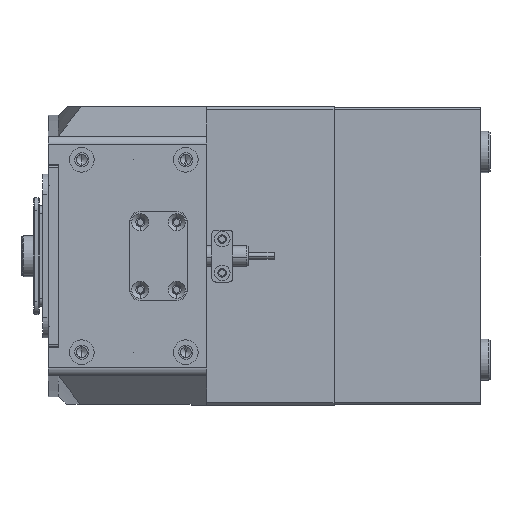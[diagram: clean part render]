
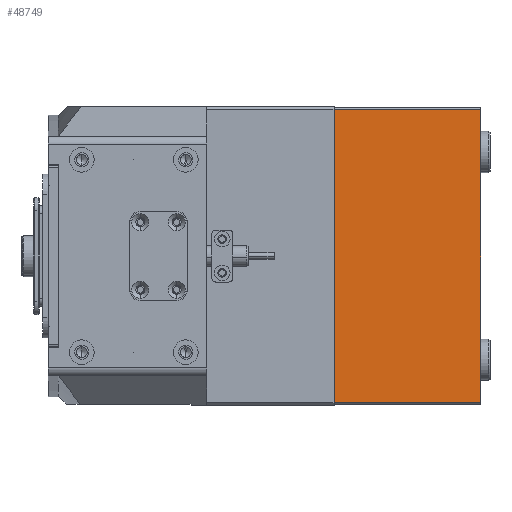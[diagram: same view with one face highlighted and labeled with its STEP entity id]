
A CAD part, left-side view. The second image highlights one B-rep face of the part: STEP entity #48749.
In plain terms, the highlighted planar face has unit normal (-1, 0, 0).
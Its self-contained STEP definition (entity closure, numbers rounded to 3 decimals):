
#965 = VERTEX_POINT ( 'NONE', #10813 ) ;
#1967 = LINE ( 'NONE', #12079, #29516 ) ;
#2383 = CARTESIAN_POINT ( 'NONE',  ( -93., 57.3, 0. ) ) ;
#3496 = ORIENTED_EDGE ( 'NONE', *, *, #17580, .T. ) ;
#7386 = CARTESIAN_POINT ( 'NONE',  ( -93., -56.3, -56.5 ) ) ;
#10437 = DIRECTION ( 'NONE',  ( 0., 1., 0. ) ) ;
#10813 = CARTESIAN_POINT ( 'NONE',  ( -93., 56.3, 0. ) ) ;
#12074 = LINE ( 'NONE', #7386, #12661 ) ;
#12079 = CARTESIAN_POINT ( 'NONE',  ( -93., 56.3, -56. ) ) ;
#12661 = VECTOR ( 'NONE', #14746, 1000. ) ;
#12722 = VECTOR ( 'NONE', #13955, 1000. ) ;
#12872 = FACE_OUTER_BOUND ( 'NONE', #36759, .T. ) ;
#13947 = PLANE ( 'NONE',  #28700 ) ;
#13955 = DIRECTION ( 'NONE',  ( 0., 1., 0. ) ) ;
#14041 = VERTEX_POINT ( 'NONE', #37869 ) ;
#14746 = DIRECTION ( 'NONE',  ( 0., 1., 0. ) ) ;
#15216 = LINE ( 'NONE', #2383, #12722 ) ;
#17580 = EDGE_CURVE ( 'NONE', #41169, #965, #15216, .T. ) ;
#18018 = ORIENTED_EDGE ( 'NONE', *, *, #24006, .F. ) ;
#22430 = CARTESIAN_POINT ( 'NONE',  ( -93., -56.3, -56. ) ) ;
#23468 = EDGE_CURVE ( 'NONE', #965, #27329, #1967, .T. ) ;
#24006 = EDGE_CURVE ( 'NONE', #14041, #27329, #12074, .T. ) ;
#24544 = ORIENTED_EDGE ( 'NONE', *, *, #51139, .T. ) ;
#27329 = VERTEX_POINT ( 'NONE', #29368 ) ;
#28700 = AXIS2_PLACEMENT_3D ( 'NONE', #50365, #29650, #10437 ) ;
#29368 = CARTESIAN_POINT ( 'NONE',  ( -93., 56.3, -56.5 ) ) ;
#29516 = VECTOR ( 'NONE', #51821, 1000. ) ;
#29650 = DIRECTION ( 'NONE',  ( 1., 0., 0. ) ) ;
#32039 = VECTOR ( 'NONE', #37711, 1000. ) ;
#36759 = EDGE_LOOP ( 'NONE', ( #24544, #3496, #49413, #18018 ) ) ;
#37711 = DIRECTION ( 'NONE',  ( 0., 0., 1. ) ) ;
#37869 = CARTESIAN_POINT ( 'NONE',  ( -93., -56.3, -56.5 ) ) ;
#41169 = VERTEX_POINT ( 'NONE', #50656 ) ;
#47765 = LINE ( 'NONE', #22430, #32039 ) ;
#48749 = ADVANCED_FACE ( 'NONE', ( #12872 ), #13947, .F. ) ;
#49413 = ORIENTED_EDGE ( 'NONE', *, *, #23468, .T. ) ;
#50365 = CARTESIAN_POINT ( 'NONE',  ( -93., 57.3, -56. ) ) ;
#50656 = CARTESIAN_POINT ( 'NONE',  ( -93., -56.3, 0. ) ) ;
#51139 = EDGE_CURVE ( 'NONE', #14041, #41169, #47765, .T. ) ;
#51821 = DIRECTION ( 'NONE',  ( 0., 0., -1. ) ) ;
